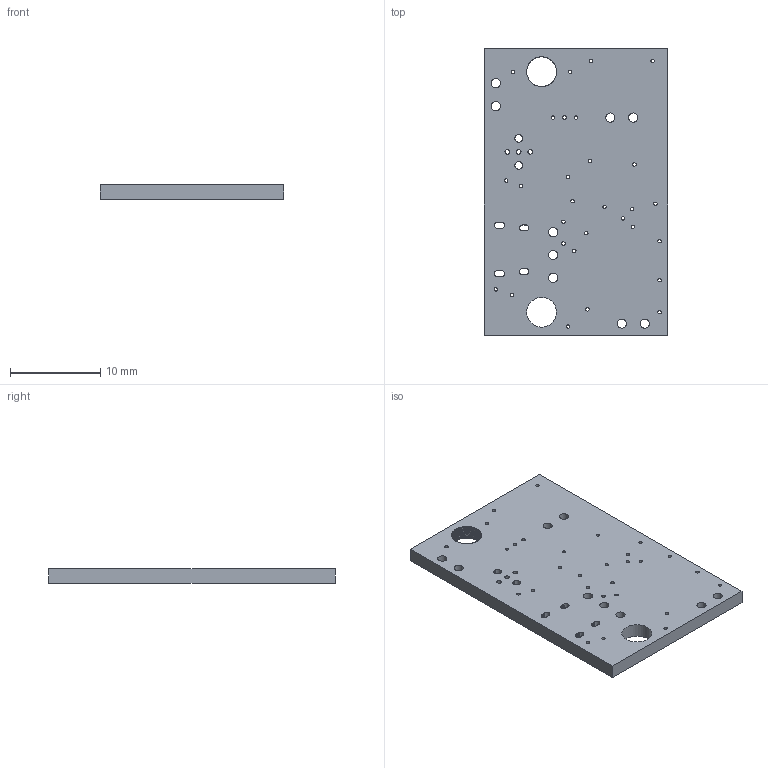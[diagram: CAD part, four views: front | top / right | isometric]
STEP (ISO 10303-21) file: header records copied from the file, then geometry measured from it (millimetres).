
FILE_DESCRIPTION(/* description */ (''),/* implementation_level */ '2;1');
FILE_NAME(/* name */ 'LiPoChargerBooster5V1A v1.step',/* time_stamp */ '2022-11-07T18:55:14-06:00',/* author */ (''),/* organization */ (''),/* preprocessor_version */ 'ST-DEVELOPER v19.2',/* originating_system */ 'Autodesk Translation Framework v11.17.0.187',/* authorisation */ '');
FILE_SCHEMA (('AUTOMOTIVE_DESIGN { 1 0 10303 214 3 1 1 }'));
Length unit declared in the file: millimetre
Products named in the file (7): LiPoChargerBooster5V1A; Board; Packages; CREATIVE_COMMONS; SFE_LOGO_FLAME_.1; SFE_LOGO_NAME_FLAME_.1; OSHW-LOGO-S
Assembly tree (6 placements, depth 3):
  LiPoChargerBooster5V1A
    Board
    Packages
      CREATIVE_COMMONS
      SFE_LOGO_FLAME_.1
      SFE_LOGO_NAME_FLAME_.1
      OSHW-LOGO-S
Bounding box: 20.32 x 31.75 x 1.57 mm (x, y, z)
Volume: 962.7 mm3; surface area: 1556.5 mm2
Topology: 1 solids, 1 shells, 339 faces, 1011 edges, 674 vertices
Faces by surface type: plane 210, cylinder 129
Full cylindrical faces by diameter (mm): 0.381 x29, 0.508 x3, 1.016 x9, 3.302 x1
Entity records: 11840 total; most frequent: CARTESIAN_POINT 2038, ORIENTED_EDGE 2022, DIRECTION 1975, EDGE_CURVE 1011, LINE 753, VECTOR 753, VERTEX_POINT 674, AXIS2_PLACEMENT_3D 611
